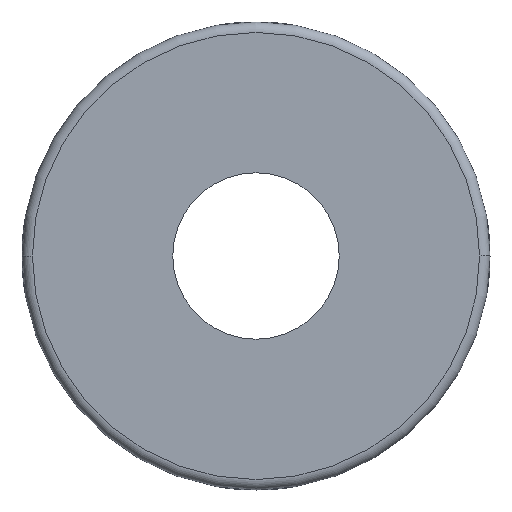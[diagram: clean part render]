
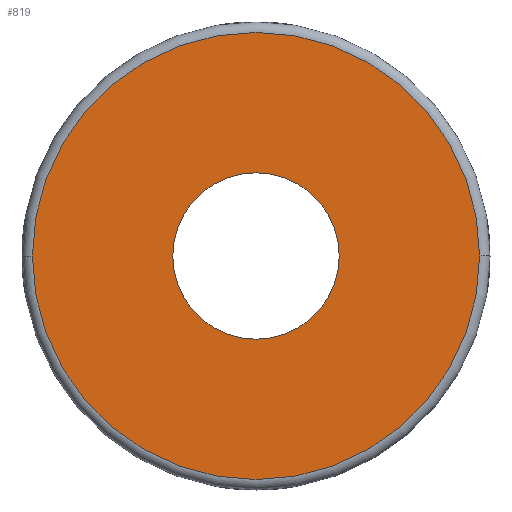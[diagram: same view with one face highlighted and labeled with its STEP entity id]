
A CAD part, front view. The second image highlights one B-rep face of the part: STEP entity #819.
In plain terms, the highlighted planar face has unit normal (0, -1, 0).
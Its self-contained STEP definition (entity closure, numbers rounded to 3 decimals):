
#55=CARTESIAN_POINT('',(0.,-10.,0.));
#56=DIRECTION('',(0.,1.,0.));
#57=DIRECTION('',(1.,0.,0.));
#58=AXIS2_PLACEMENT_3D('',#55,#56,#57);
#64=CARTESIAN_POINT('',(0.,-10.,0.));
#65=DIRECTION('',(0.,1.,0.));
#66=DIRECTION('',(-1.,0.,0.));
#67=AXIS2_PLACEMENT_3D('',#64,#65,#66);
#72=CARTESIAN_POINT('',(0.,-10.,0.));
#73=DIRECTION('',(0.,-1.,0.));
#74=DIRECTION('',(1.,0.,0.));
#75=AXIS2_PLACEMENT_3D('',#72,#73,#74);
#80=CARTESIAN_POINT('',(0.,-10.,0.));
#81=DIRECTION('',(0.,-1.,0.));
#82=DIRECTION('',(-1.,0.,0.));
#83=AXIS2_PLACEMENT_3D('',#80,#81,#82);
#750=CARTESIAN_POINT('',(21.5,-10.,0.));
#751=CARTESIAN_POINT('',(-21.5,-10.,0.));
#752=VERTEX_POINT('',#750);
#753=VERTEX_POINT('',#751);
#754=CARTESIAN_POINT('',(8.,-10.,0.));
#755=CARTESIAN_POINT('',(-8.,-10.,0.));
#756=VERTEX_POINT('',#754);
#757=VERTEX_POINT('',#755);
#802=CARTESIAN_POINT('',(0.,-10.,0.));
#803=DIRECTION('',(0.,-1.,0.));
#804=DIRECTION('',(-1.,0.,0.));
#805=AXIS2_PLACEMENT_3D('',#802,#803,#804);
#806=PLANE('',#805);
#808=ORIENTED_EDGE('',*,*,#807,.T.);
#810=ORIENTED_EDGE('',*,*,#809,.T.);
#811=EDGE_LOOP('',(#808,#810));
#812=FACE_OUTER_BOUND('',#811,.F.);
#814=ORIENTED_EDGE('',*,*,#813,.T.);
#816=ORIENTED_EDGE('',*,*,#815,.T.);
#817=EDGE_LOOP('',(#814,#816));
#818=FACE_BOUND('',#817,.F.);
#59=CIRCLE('',#58,21.5);
#68=CIRCLE('',#67,21.5);
#76=CIRCLE('',#75,8.);
#84=CIRCLE('',#83,8.);
#807=EDGE_CURVE('',#752,#753,#59,.T.);
#809=EDGE_CURVE('',#753,#752,#68,.T.);
#813=EDGE_CURVE('',#756,#757,#76,.T.);
#815=EDGE_CURVE('',#757,#756,#84,.T.);
#819=ADVANCED_FACE('',(#812,#818),#806,.T.);
